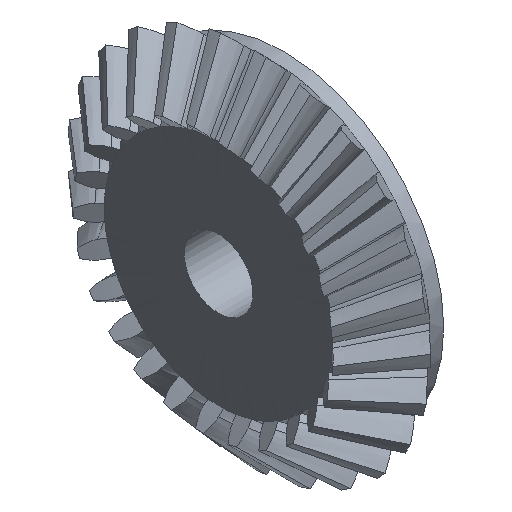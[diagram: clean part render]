
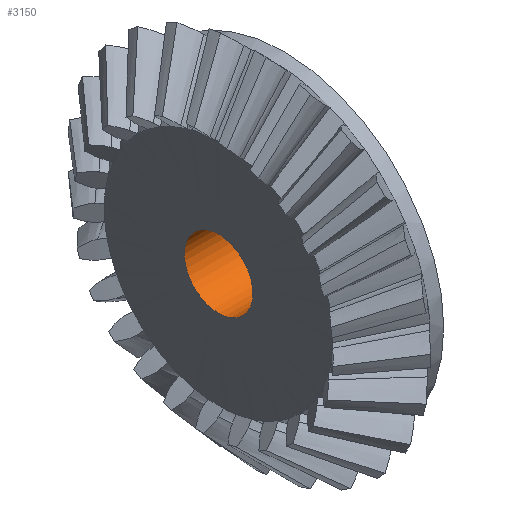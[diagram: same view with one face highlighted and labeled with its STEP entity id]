
A CAD part, isometric view. The second image highlights one B-rep face of the part: STEP entity #3150.
In plain terms, the highlighted cylindrical face has radius 2.5 mm (diameter 5 mm), a full revolution.
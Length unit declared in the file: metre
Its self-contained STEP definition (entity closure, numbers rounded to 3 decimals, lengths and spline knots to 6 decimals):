
#13=CYLINDRICAL_SURFACE('',#3295,0.0025);
#1595=ORIENTED_EDGE('',*,*,#2081,.T.);
#1596=ORIENTED_EDGE('',*,*,#2083,.T.);
#2081=EDGE_CURVE('',#2392,#2392,#2453,.F.);
#2083=EDGE_CURVE('',#2393,#2393,#2454,.T.);
#2392=VERTEX_POINT('',#16242);
#2393=VERTEX_POINT('',#16249);
#2453=CIRCLE('',#3288,0.0025);
#2454=CIRCLE('',#3290,0.0025);
#2662=EDGE_LOOP('',(#1595));
#2663=EDGE_LOOP('',(#1596));
#2870=FACE_BOUND('',#2662,.T.);
#2871=FACE_BOUND('',#2663,.T.);
#3150=ADVANCED_FACE('',(#2870,#2871),#13,.F.);
#3288=AXIS2_PLACEMENT_3D('',#16241,#3546,#3547);
#3290=AXIS2_PLACEMENT_3D('',#16248,#3550,#3551);
#3295=AXIS2_PLACEMENT_3D('',#16747,#3560,#3561);
#3546=DIRECTION('',(1.,0.,0.));
#3547=DIRECTION('',(0.,0.,-1.));
#3550=DIRECTION('',(1.,0.,0.));
#3551=DIRECTION('',(0.,0.,-1.));
#3560=DIRECTION('',(1.,0.,0.));
#3561=DIRECTION('',(0.,0.,-1.));
#16241=CARTESIAN_POINT('',(0.009598,-0.014384,0.));
#16242=CARTESIAN_POINT('',(0.009598,-0.014384,-0.0025));
#16248=CARTESIAN_POINT('',(0.014384,-0.014384,0.));
#16249=CARTESIAN_POINT('',(0.014384,-0.014384,-0.0025));
#16747=CARTESIAN_POINT('',(0.009596,-0.014384,0.));
